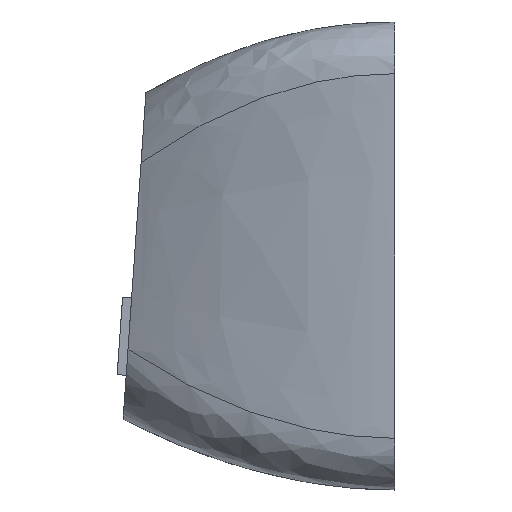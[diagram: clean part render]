
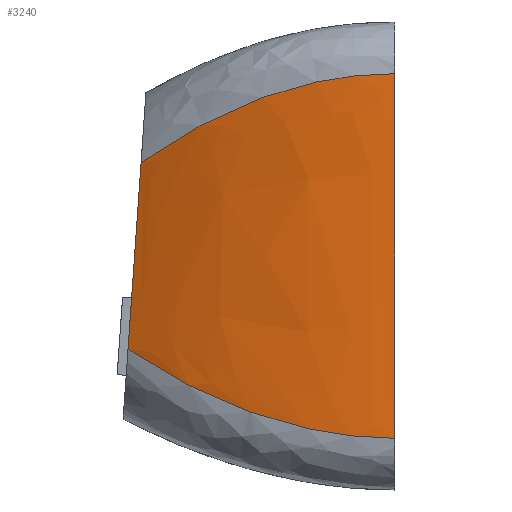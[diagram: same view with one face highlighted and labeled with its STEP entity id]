
A CAD part, left-side view. The second image highlights one B-rep face of the part: STEP entity #3240.
In plain terms, the highlighted free-form (B-spline) face has degree [3, 3] with [4, 4] control points.
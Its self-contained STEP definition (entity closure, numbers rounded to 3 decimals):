
#57=B_SPLINE_SURFACE_WITH_KNOTS('',3,3,((#4473,#4474,#4475,#4476),(#4477,
#4478,#4479,#4480),(#4481,#4482,#4483,#4484),(#4485,#4486,#4487,#4488)),
 .UNSPECIFIED.,.F.,.F.,.F.,(4,4),(4,4),(0.,1.),(0.,1.),.UNSPECIFIED.);
#111=FACE_OUTER_BOUND('',#285,.T.);
#285=EDGE_LOOP('',(#2173,#2174,#2175,#2176));
#488=LINE('',#4490,#849);
#489=LINE('',#4496,#850);
#849=VECTOR('',#3615,10.);
#850=VECTOR('',#3616,10.);
#1198=B_SPLINE_CURVE_WITH_KNOTS('',3,(#4468,#4469,#4470,#4471),
 .UNSPECIFIED.,.F.,.F.,(4,4),(0.,1.),.UNSPECIFIED.);
#1199=B_SPLINE_CURVE_WITH_KNOTS('',3,(#4492,#4493,#4494,#4495),
 .UNSPECIFIED.,.F.,.F.,(4,4),(0.,1.),.UNSPECIFIED.);
#1334=VERTEX_POINT('',#4465);
#1335=VERTEX_POINT('',#4467);
#1336=VERTEX_POINT('',#4489);
#1337=VERTEX_POINT('',#4491);
#1671=EDGE_CURVE('',#1334,#1335,#1198,.T.);
#1673=EDGE_CURVE('',#1336,#1334,#488,.T.);
#1674=EDGE_CURVE('',#1336,#1337,#1199,.T.);
#1675=EDGE_CURVE('',#1337,#1335,#489,.T.);
#2173=ORIENTED_EDGE('',*,*,#1673,.F.);
#2174=ORIENTED_EDGE('',*,*,#1674,.T.);
#2175=ORIENTED_EDGE('',*,*,#1675,.T.);
#2176=ORIENTED_EDGE('',*,*,#1671,.F.);
#3240=ADVANCED_FACE('',(#111),#57,.F.);
#3615=DIRECTION('',(0.,-0.07,0.998));
#3616=DIRECTION('',(0.,0.,1.));
#4465=CARTESIAN_POINT('',(2.7,9.814,12.671));
#4467=CARTESIAN_POINT('',(0.,0.,16.1));
#4468=CARTESIAN_POINT('Ctrl Pts',(2.7,9.814,12.671));
#4469=CARTESIAN_POINT('Ctrl Pts',(0.9,6.543,14.957));
#4470=CARTESIAN_POINT('Ctrl Pts',(0.,3.356,
16.1));
#4471=CARTESIAN_POINT('Ctrl Pts',(0.,0.,
16.1));
#4473=CARTESIAN_POINT('Ctrl Pts',(2.7,10.32,5.433));
#4474=CARTESIAN_POINT('Ctrl Pts',(0.9,6.88,3.144));
#4475=CARTESIAN_POINT('Ctrl Pts',(0.,3.356,
2.));
#4476=CARTESIAN_POINT('Ctrl Pts',(0.,0.,2.));
#4477=CARTESIAN_POINT('Ctrl Pts',(2.7,10.221,6.843));
#4478=CARTESIAN_POINT('Ctrl Pts',(0.939,6.814,4.776));
#4479=CARTESIAN_POINT('Ctrl Pts',(0.,3.356,
3.047));
#4480=CARTESIAN_POINT('Ctrl Pts',(0.,0.,3.047));
#4481=CARTESIAN_POINT('Ctrl Pts',(2.7,9.913,11.261));
#4482=CARTESIAN_POINT('Ctrl Pts',(0.939,6.608,13.325));
#4483=CARTESIAN_POINT('Ctrl Pts',(0.,3.356,
15.053));
#4484=CARTESIAN_POINT('Ctrl Pts',(0.,0.,15.053));
#4485=CARTESIAN_POINT('Ctrl Pts',(2.7,9.814,12.671));
#4486=CARTESIAN_POINT('Ctrl Pts',(0.9,6.543,14.957));
#4487=CARTESIAN_POINT('Ctrl Pts',(0.,3.356,
16.1));
#4488=CARTESIAN_POINT('Ctrl Pts',(0.,0.,16.1));
#4489=CARTESIAN_POINT('',(2.7,10.32,5.433));
#4490=CARTESIAN_POINT('',(2.7,10.32,5.433));
#4491=CARTESIAN_POINT('',(0.,0.,2.));
#4492=CARTESIAN_POINT('Ctrl Pts',(2.7,10.32,5.433));
#4493=CARTESIAN_POINT('Ctrl Pts',(0.9,6.88,3.144));
#4494=CARTESIAN_POINT('Ctrl Pts',(0.,3.356,
2.));
#4495=CARTESIAN_POINT('Ctrl Pts',(0.,0.,2.));
#4496=CARTESIAN_POINT('',(0.,0.,2.));
